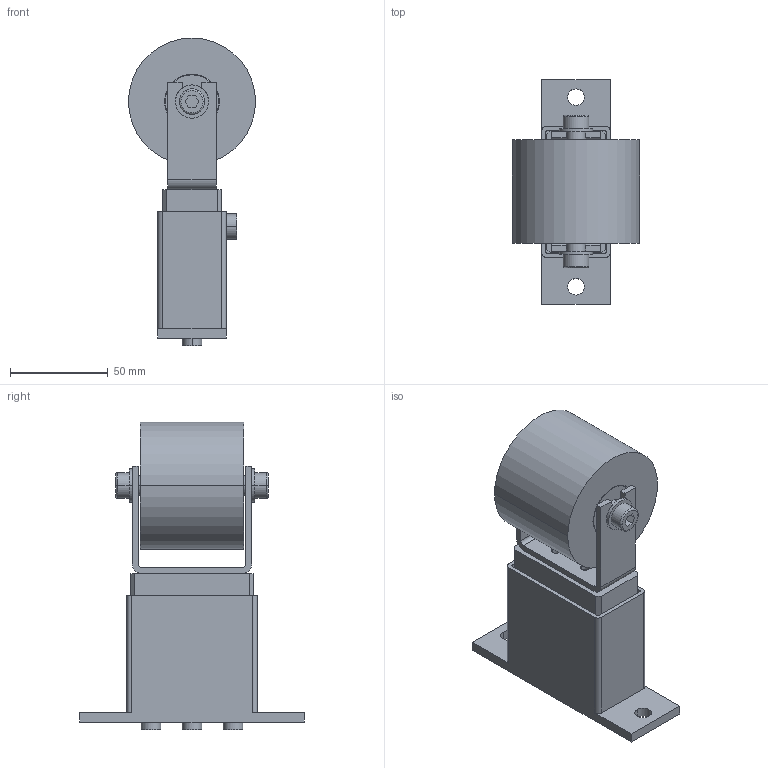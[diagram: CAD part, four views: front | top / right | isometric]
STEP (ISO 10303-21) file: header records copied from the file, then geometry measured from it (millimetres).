
FILE_DESCRIPTION(('STEP AP214'),'1');
FILE_NAME('cctmp_4FEB39B2-386A-46F0-B929-4A89D7BE984E_2023_7_12_11_44_6_515..stp','2023-07-12T09:44:06',('Murtfeldt Kunststoffe GmbH & Co.KG'),('CADClick - www.CADClick.com'),'Spatial InterOp 3D',' ','unknown authorization');
FILE_SCHEMA(('AUTOMOTIVE_DESIGN'));
Length unit declared in the file: millimetre
Products named in the file (1): 1
Bounding box: 65 x 115 x 157.5 mm (x, y, z)
Volume: 330082 mm3; surface area: 85480.1 mm2
Topology: 8 solids, 14 shells, 221 faces, 506 edges, 320 vertices
Faces by surface type: plane 113, cylinder 76, torus 24, cone 8
Entity records: 8114 total; most frequent: DIRECTION 1166, CARTESIAN_POINT 1051, ORIENTED_EDGE 1004, EDGE_CURVE 502, AXIS2_PLACEMENT_3D 435, VERTEX_POINT 320, LINE 296, VECTOR 296
